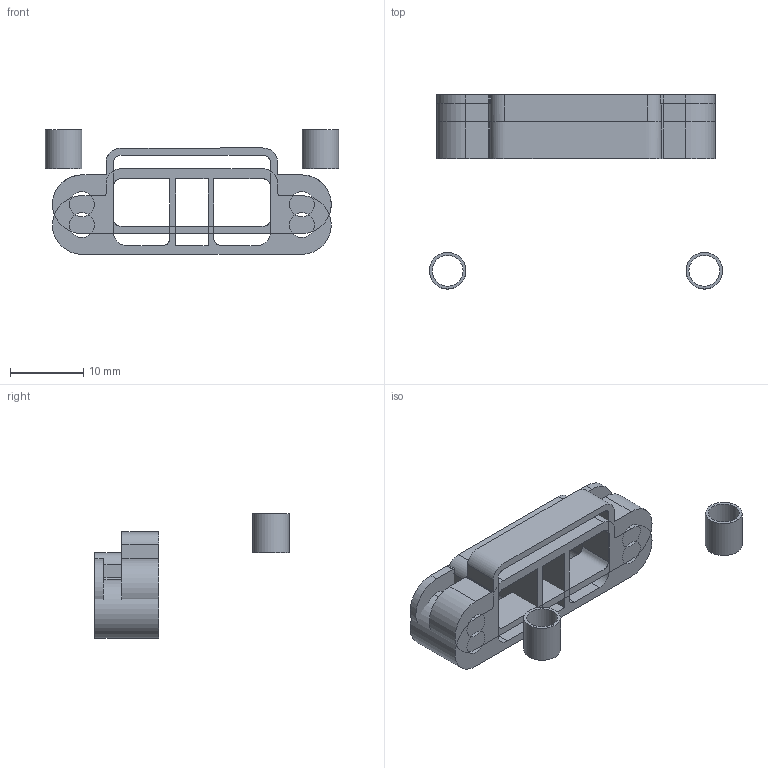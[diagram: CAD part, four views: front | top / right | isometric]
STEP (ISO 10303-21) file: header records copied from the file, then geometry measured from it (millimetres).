
FILE_DESCRIPTION(/* description */ (''),/* implementation_level */ '2;1');
FILE_NAME(/* name */ 'Cariage mgn12 Extra parts.step',/* time_stamp */ '2023-02-05T19:14:42Z',/* author */ (''),/* organization */ (''),/* preprocessor_version */ 'ST-DEVELOPER v19.2',/* originating_system */ 'Autodesk Translation Framework v11.17.0.187',/* authorisation */ '');
FILE_SCHEMA (('AUTOMOTIVE_DESIGN { 1 0 10303 214 3 1 1 }'));
Length unit declared in the file: millimetre
Products named in the file (4): Cariage mgn12 Extra parts; trihorn spacer ; duct spacer trihorn MGN12H; Goliath spacer MGN12H
Assembly tree (3 placements, depth 2):
  Cariage mgn12 Extra parts
    trihorn spacer 
    duct spacer trihorn MGN12H
    Goliath spacer MGN12H
Bounding box: 40 x 26.49 x 17 mm (x, y, z)
Volume: 2557.8 mm3; surface area: 3909.6 mm2
Topology: 5 solids, 5 shells, 76 faces, 200 edges, 134 vertices
Faces by surface type: plane 44, cylinder 18, bspline 14
Full cylindrical faces by diameter (mm): 3.4 x6, 4.2 x2, 5 x2
Entity records: 3862 total; most frequent: CARTESIAN_POINT 1857, ORIENTED_EDGE 400, DIRECTION 354, EDGE_CURVE 200, LINE 136, VECTOR 136, VERTEX_POINT 134, AXIS2_PLACEMENT_3D 109
